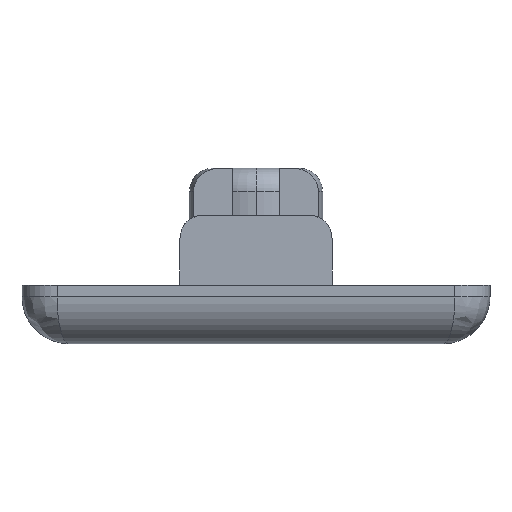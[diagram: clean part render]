
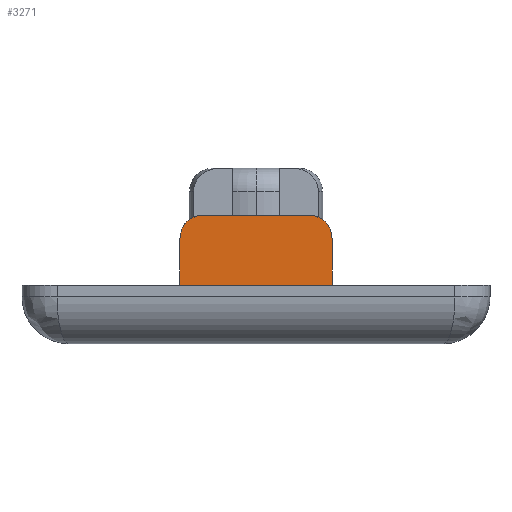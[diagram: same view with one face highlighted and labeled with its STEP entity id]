
A CAD part, left-side view. The second image highlights one B-rep face of the part: STEP entity #3271.
In plain terms, the highlighted planar face has unit normal (-1, 0, 0).
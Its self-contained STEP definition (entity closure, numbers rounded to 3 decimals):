
#595 = PLANE('',#596);
#596 = AXIS2_PLACEMENT_3D('',#597,#598,#599);
#597 = CARTESIAN_POINT('',(-9.7,-3.25,5.5));
#598 = DIRECTION('',(-0.,1.,0.));
#599 = DIRECTION('',(1.,0.,0.));
#761 = PLANE('',#762);
#762 = AXIS2_PLACEMENT_3D('',#763,#764,#765);
#763 = CARTESIAN_POINT('',(-9.7,3.25,5.5));
#764 = DIRECTION('',(0.,-1.,0.));
#765 = DIRECTION('',(0.,0.,-1.));
#1097 = PLANE('',#1098);
#1098 = AXIS2_PLACEMENT_3D('',#1099,#1100,#1101);
#1099 = CARTESIAN_POINT('',(10.,-10.,2.5));
#1100 = DIRECTION('',(-0.,0.,1.));
#1101 = DIRECTION('',(1.,0.,0.));
#1347 = VERTEX_POINT('',#1348);
#1348 = CARTESIAN_POINT('',(-9.7,-3.25,2.5));
#1369 = EDGE_CURVE('',#1347,#1370,#1372,.T.);
#1370 = VERTEX_POINT('',#1371);
#1371 = CARTESIAN_POINT('',(-9.7,3.25,2.5));
#1372 = SURFACE_CURVE('',#1373,(#1377,#1384),.PCURVE_S1.);
#1373 = LINE('',#1374,#1375);
#1374 = CARTESIAN_POINT('',(-9.7,-10.,2.5));
#1375 = VECTOR('',#1376,1.);
#1376 = DIRECTION('',(0.,1.,0.));
#1377 = PCURVE('',#1097,#1378);
#1378 = DEFINITIONAL_REPRESENTATION('',(#1379),#1383);
#1379 = LINE('',#1380,#1381);
#1380 = CARTESIAN_POINT('',(-19.7,0.));
#1381 = VECTOR('',#1382,1.);
#1382 = DIRECTION('',(0.,1.));
#1383 = ( GEOMETRIC_REPRESENTATION_CONTEXT(2) 
PARAMETRIC_REPRESENTATION_CONTEXT() REPRESENTATION_CONTEXT('2D SPACE',''
  ) );
#1384 = PCURVE('',#1385,#1390);
#1385 = PLANE('',#1386);
#1386 = AXIS2_PLACEMENT_3D('',#1387,#1388,#1389);
#1387 = CARTESIAN_POINT('',(-9.7,3.25,5.5));
#1388 = DIRECTION('',(1.,0.,-0.));
#1389 = DIRECTION('',(0.,1.,0.));
#1390 = DEFINITIONAL_REPRESENTATION('',(#1391),#1395);
#1391 = LINE('',#1392,#1393);
#1392 = CARTESIAN_POINT('',(-13.25,-3.));
#1393 = VECTOR('',#1394,1.);
#1394 = DIRECTION('',(1.,0.));
#1395 = ( GEOMETRIC_REPRESENTATION_CONTEXT(2) 
PARAMETRIC_REPRESENTATION_CONTEXT() REPRESENTATION_CONTEXT('2D SPACE',''
  ) );
#3072 = VERTEX_POINT('',#3073);
#3073 = CARTESIAN_POINT('',(-9.7,-3.25,4.5));
#3087 = CYLINDRICAL_SURFACE('',#3088,1.);
#3088 = AXIS2_PLACEMENT_3D('',#3089,#3090,#3091);
#3089 = CARTESIAN_POINT('',(-7.,-2.25,4.5));
#3090 = DIRECTION('',(-1.,0.,-0.));
#3091 = DIRECTION('',(0.,0.,-1.));
#3099 = EDGE_CURVE('',#3072,#1347,#3100,.T.);
#3100 = SURFACE_CURVE('',#3101,(#3105,#3112),.PCURVE_S1.);
#3101 = LINE('',#3102,#3103);
#3102 = CARTESIAN_POINT('',(-9.7,-3.25,5.5));
#3103 = VECTOR('',#3104,1.);
#3104 = DIRECTION('',(-0.,-0.,-1.));
#3105 = PCURVE('',#595,#3106);
#3106 = DEFINITIONAL_REPRESENTATION('',(#3107),#3111);
#3107 = LINE('',#3108,#3109);
#3108 = CARTESIAN_POINT('',(0.,0.));
#3109 = VECTOR('',#3110,1.);
#3110 = DIRECTION('',(0.,1.));
#3111 = ( GEOMETRIC_REPRESENTATION_CONTEXT(2) 
PARAMETRIC_REPRESENTATION_CONTEXT() REPRESENTATION_CONTEXT('2D SPACE',''
  ) );
#3112 = PCURVE('',#1385,#3113);
#3113 = DEFINITIONAL_REPRESENTATION('',(#3114),#3118);
#3114 = LINE('',#3115,#3116);
#3115 = CARTESIAN_POINT('',(-6.5,0.));
#3116 = VECTOR('',#3117,1.);
#3117 = DIRECTION('',(-0.,-1.));
#3118 = ( GEOMETRIC_REPRESENTATION_CONTEXT(2) 
PARAMETRIC_REPRESENTATION_CONTEXT() REPRESENTATION_CONTEXT('2D SPACE',''
  ) );
#3196 = EDGE_CURVE('',#3197,#1370,#3199,.T.);
#3197 = VERTEX_POINT('',#3198);
#3198 = CARTESIAN_POINT('',(-9.7,3.25,4.5));
#3199 = SURFACE_CURVE('',#3200,(#3204,#3211),.PCURVE_S1.);
#3200 = LINE('',#3201,#3202);
#3201 = CARTESIAN_POINT('',(-9.7,3.25,5.5));
#3202 = VECTOR('',#3203,1.);
#3203 = DIRECTION('',(-0.,-0.,-1.));
#3204 = PCURVE('',#761,#3205);
#3205 = DEFINITIONAL_REPRESENTATION('',(#3206),#3210);
#3206 = LINE('',#3207,#3208);
#3207 = CARTESIAN_POINT('',(0.,0.));
#3208 = VECTOR('',#3209,1.);
#3209 = DIRECTION('',(1.,0.));
#3210 = ( GEOMETRIC_REPRESENTATION_CONTEXT(2) 
PARAMETRIC_REPRESENTATION_CONTEXT() REPRESENTATION_CONTEXT('2D SPACE',''
  ) );
#3211 = PCURVE('',#1385,#3212);
#3212 = DEFINITIONAL_REPRESENTATION('',(#3213),#3217);
#3213 = LINE('',#3214,#3215);
#3214 = CARTESIAN_POINT('',(0.,0.));
#3215 = VECTOR('',#3216,1.);
#3216 = DIRECTION('',(-0.,-1.));
#3217 = ( GEOMETRIC_REPRESENTATION_CONTEXT(2) 
PARAMETRIC_REPRESENTATION_CONTEXT() REPRESENTATION_CONTEXT('2D SPACE',''
  ) );
#3235 = CYLINDRICAL_SURFACE('',#3236,1.);
#3236 = AXIS2_PLACEMENT_3D('',#3237,#3238,#3239);
#3237 = CARTESIAN_POINT('',(-7.,2.25,4.5));
#3238 = DIRECTION('',(1.,-0.,0.));
#3239 = DIRECTION('',(0.,0.,1.));
#3271 = ADVANCED_FACE('',(#3272),#1385,.F.);
#3272 = FACE_BOUND('',#3273,.T.);
#3273 = EDGE_LOOP('',(#3274,#3304,#3330,#3331,#3332,#3333));
#3274 = ORIENTED_EDGE('',*,*,#3275,.F.);
#3275 = EDGE_CURVE('',#3276,#3278,#3280,.T.);
#3276 = VERTEX_POINT('',#3277);
#3277 = CARTESIAN_POINT('',(-9.7,2.25,5.5));
#3278 = VERTEX_POINT('',#3279);
#3279 = CARTESIAN_POINT('',(-9.7,-2.25,5.5));
#3280 = SURFACE_CURVE('',#3281,(#3285,#3292),.PCURVE_S1.);
#3281 = LINE('',#3282,#3283);
#3282 = CARTESIAN_POINT('',(-9.7,3.25,5.5));
#3283 = VECTOR('',#3284,1.);
#3284 = DIRECTION('',(0.,-1.,0.));
#3285 = PCURVE('',#1385,#3286);
#3286 = DEFINITIONAL_REPRESENTATION('',(#3287),#3291);
#3287 = LINE('',#3288,#3289);
#3288 = CARTESIAN_POINT('',(0.,0.));
#3289 = VECTOR('',#3290,1.);
#3290 = DIRECTION('',(-1.,0.));
#3291 = ( GEOMETRIC_REPRESENTATION_CONTEXT(2) 
PARAMETRIC_REPRESENTATION_CONTEXT() REPRESENTATION_CONTEXT('2D SPACE',''
  ) );
#3292 = PCURVE('',#3293,#3298);
#3293 = PLANE('',#3294);
#3294 = AXIS2_PLACEMENT_3D('',#3295,#3296,#3297);
#3295 = CARTESIAN_POINT('',(-7.,-3.25,5.5));
#3296 = DIRECTION('',(0.,0.,-1.));
#3297 = DIRECTION('',(0.,-1.,0.));
#3298 = DEFINITIONAL_REPRESENTATION('',(#3299),#3303);
#3299 = LINE('',#3300,#3301);
#3300 = CARTESIAN_POINT('',(-6.5,2.7));
#3301 = VECTOR('',#3302,1.);
#3302 = DIRECTION('',(1.,0.));
#3303 = ( GEOMETRIC_REPRESENTATION_CONTEXT(2) 
PARAMETRIC_REPRESENTATION_CONTEXT() REPRESENTATION_CONTEXT('2D SPACE',''
  ) );
#3304 = ORIENTED_EDGE('',*,*,#3305,.T.);
#3305 = EDGE_CURVE('',#3276,#3197,#3306,.T.);
#3306 = SURFACE_CURVE('',#3307,(#3312,#3323),.PCURVE_S1.);
#3307 = CIRCLE('',#3308,1.);
#3308 = AXIS2_PLACEMENT_3D('',#3309,#3310,#3311);
#3309 = CARTESIAN_POINT('',(-9.7,2.25,4.5));
#3310 = DIRECTION('',(-1.,-0.,-0.));
#3311 = DIRECTION('',(0.,0.,-1.));
#3312 = PCURVE('',#1385,#3313);
#3313 = DEFINITIONAL_REPRESENTATION('',(#3314),#3322);
#3314 = ( BOUNDED_CURVE() B_SPLINE_CURVE(2,(#3315,#3316,#3317,#3318,
#3319,#3320,#3321),.UNSPECIFIED.,.T.,.F.) B_SPLINE_CURVE_WITH_KNOTS((1,2
    ,2,2,2,1),(-2.094,0.,2.094,4.189,
6.283,8.378),.UNSPECIFIED.) CURVE() 
GEOMETRIC_REPRESENTATION_ITEM() RATIONAL_B_SPLINE_CURVE((1.,0.5,1.,0.5,
1.,0.5,1.)) REPRESENTATION_ITEM('') );
#3315 = CARTESIAN_POINT('',(-1.,-2.));
#3316 = CARTESIAN_POINT('',(-2.732,-2.));
#3317 = CARTESIAN_POINT('',(-1.866,-0.5));
#3318 = CARTESIAN_POINT('',(-1.,1.));
#3319 = CARTESIAN_POINT('',(-0.134,-0.5));
#3320 = CARTESIAN_POINT('',(0.732,-2.));
#3321 = CARTESIAN_POINT('',(-1.,-2.));
#3322 = ( GEOMETRIC_REPRESENTATION_CONTEXT(2) 
PARAMETRIC_REPRESENTATION_CONTEXT() REPRESENTATION_CONTEXT('2D SPACE',''
  ) );
#3323 = PCURVE('',#3235,#3324);
#3324 = DEFINITIONAL_REPRESENTATION('',(#3325),#3329);
#3325 = LINE('',#3326,#3327);
#3326 = CARTESIAN_POINT('',(9.425,-2.7));
#3327 = VECTOR('',#3328,1.);
#3328 = DIRECTION('',(-1.,0.));
#3329 = ( GEOMETRIC_REPRESENTATION_CONTEXT(2) 
PARAMETRIC_REPRESENTATION_CONTEXT() REPRESENTATION_CONTEXT('2D SPACE',''
  ) );
#3330 = ORIENTED_EDGE('',*,*,#3196,.T.);
#3331 = ORIENTED_EDGE('',*,*,#1369,.F.);
#3332 = ORIENTED_EDGE('',*,*,#3099,.F.);
#3333 = ORIENTED_EDGE('',*,*,#3334,.T.);
#3334 = EDGE_CURVE('',#3072,#3278,#3335,.T.);
#3335 = SURFACE_CURVE('',#3336,(#3341,#3352),.PCURVE_S1.);
#3336 = CIRCLE('',#3337,1.);
#3337 = AXIS2_PLACEMENT_3D('',#3338,#3339,#3340);
#3338 = CARTESIAN_POINT('',(-9.7,-2.25,4.5));
#3339 = DIRECTION('',(-1.,-0.,-0.));
#3340 = DIRECTION('',(0.,0.,-1.));
#3341 = PCURVE('',#1385,#3342);
#3342 = DEFINITIONAL_REPRESENTATION('',(#3343),#3351);
#3343 = ( BOUNDED_CURVE() B_SPLINE_CURVE(2,(#3344,#3345,#3346,#3347,
#3348,#3349,#3350),.UNSPECIFIED.,.T.,.F.) B_SPLINE_CURVE_WITH_KNOTS((1,2
    ,2,2,2,1),(-2.094,0.,2.094,4.189,
6.283,8.378),.UNSPECIFIED.) CURVE() 
GEOMETRIC_REPRESENTATION_ITEM() RATIONAL_B_SPLINE_CURVE((1.,0.5,1.,0.5,
1.,0.5,1.)) REPRESENTATION_ITEM('') );
#3344 = CARTESIAN_POINT('',(-5.5,-2.));
#3345 = CARTESIAN_POINT('',(-7.232,-2.));
#3346 = CARTESIAN_POINT('',(-6.366,-0.5));
#3347 = CARTESIAN_POINT('',(-5.5,1.));
#3348 = CARTESIAN_POINT('',(-4.634,-0.5));
#3349 = CARTESIAN_POINT('',(-3.768,-2.));
#3350 = CARTESIAN_POINT('',(-5.5,-2.));
#3351 = ( GEOMETRIC_REPRESENTATION_CONTEXT(2) 
PARAMETRIC_REPRESENTATION_CONTEXT() REPRESENTATION_CONTEXT('2D SPACE',''
  ) );
#3352 = PCURVE('',#3087,#3353);
#3353 = DEFINITIONAL_REPRESENTATION('',(#3354),#3358);
#3354 = LINE('',#3355,#3356);
#3355 = CARTESIAN_POINT('',(0.,2.7));
#3356 = VECTOR('',#3357,1.);
#3357 = DIRECTION('',(1.,0.));
#3358 = ( GEOMETRIC_REPRESENTATION_CONTEXT(2) 
PARAMETRIC_REPRESENTATION_CONTEXT() REPRESENTATION_CONTEXT('2D SPACE',''
  ) );
